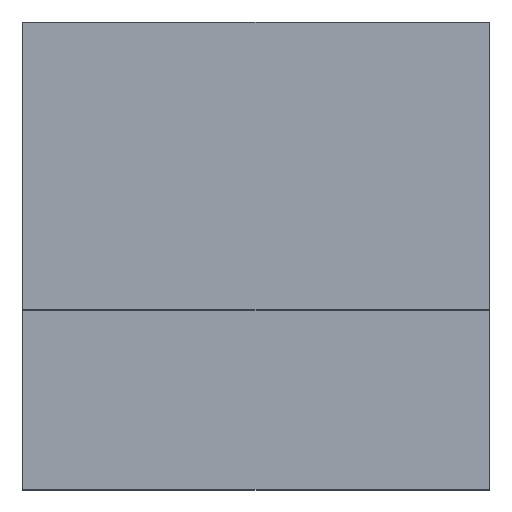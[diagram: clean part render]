
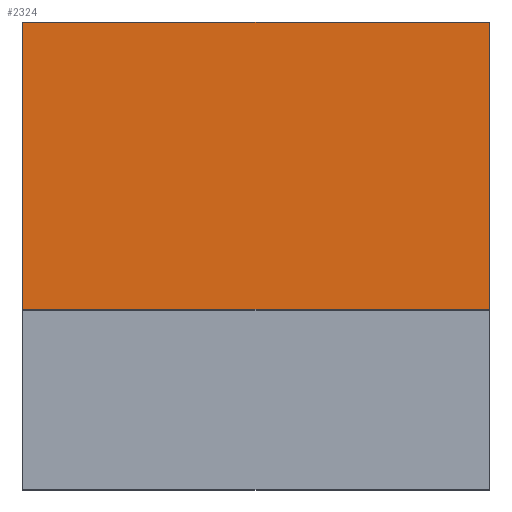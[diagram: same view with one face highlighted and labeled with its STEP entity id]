
A CAD part, top view. The second image highlights one B-rep face of the part: STEP entity #2324.
In plain terms, the highlighted planar face has unit normal (0, 0, 1).
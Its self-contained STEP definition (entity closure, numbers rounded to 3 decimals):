
#47=LINE('',#3015,#265);
#53=LINE('',#3028,#271);
#58=LINE('',#3037,#276);
#59=LINE('',#3039,#277);
#265=VECTOR('',#2581,1000.);
#271=VECTOR('',#2589,1000.);
#276=VECTOR('',#2598,1000.);
#277=VECTOR('',#2601,1000.);
#473=PLANE('',#2436);
#622=ORIENTED_EDGE('',*,*,#1030,.T.);
#623=ORIENTED_EDGE('',*,*,#1041,.F.);
#624=ORIENTED_EDGE('',*,*,#1036,.F.);
#625=ORIENTED_EDGE('',*,*,#1042,.T.);
#1030=EDGE_CURVE('',#1245,#1244,#47,.T.);
#1036=EDGE_CURVE('',#1250,#1251,#53,.T.);
#1041=EDGE_CURVE('',#1251,#1244,#58,.T.);
#1042=EDGE_CURVE('',#1250,#1245,#59,.T.);
#1244=VERTEX_POINT('',#3014);
#1245=VERTEX_POINT('',#3016);
#1250=VERTEX_POINT('',#3027);
#1251=VERTEX_POINT('',#3029);
#1385=EDGE_LOOP('',(#622,#623,#624,#625));
#1501=FACE_BOUND('',#1385,.T.);
#2324=ADVANCED_FACE('',(#1501),#473,.F.);
#2436=AXIS2_PLACEMENT_3D('',#3038,#2599,#2600);
#2581=DIRECTION('',(-1.,0.,0.));
#2589=DIRECTION('',(-1.,0.,0.));
#2598=DIRECTION('',(0.,1.,0.));
#2599=DIRECTION('',(0.,0.,-1.));
#2600=DIRECTION('',(-1.,0.,0.));
#2601=DIRECTION('',(0.,1.,0.));
#3014=CARTESIAN_POINT('',(-1.5,6.5,20.));
#3015=CARTESIAN_POINT('',(6.5,6.5,20.));
#3016=CARTESIAN_POINT('',(6.5,6.5,20.));
#3027=CARTESIAN_POINT('',(6.5,-6.5,20.));
#3028=CARTESIAN_POINT('',(6.5,-6.5,20.));
#3029=CARTESIAN_POINT('',(-1.5,-6.5,20.));
#3037=CARTESIAN_POINT('',(-1.5,-6.5,20.));
#3038=CARTESIAN_POINT('',(6.5,-6.5,20.));
#3039=CARTESIAN_POINT('',(6.5,-6.5,20.));
